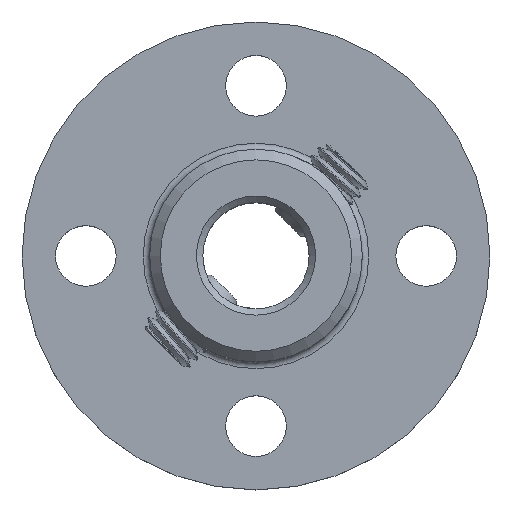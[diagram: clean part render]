
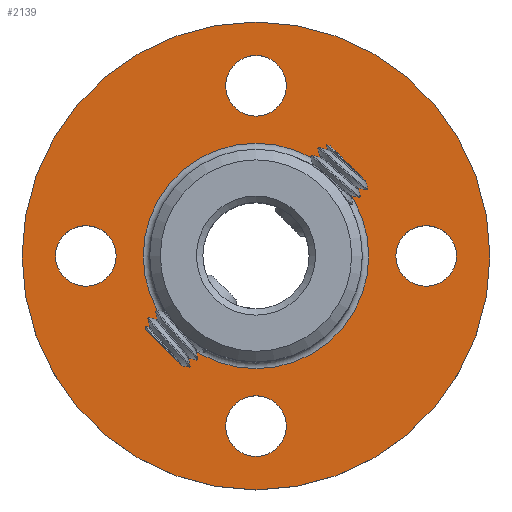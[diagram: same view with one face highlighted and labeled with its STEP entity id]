
A CAD part, top view. The second image highlights one B-rep face of the part: STEP entity #2139.
In plain terms, the highlighted planar face has unit normal (0, 0, 1).
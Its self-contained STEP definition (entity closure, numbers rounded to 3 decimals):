
#49=FACE_BOUND('',#471,.T.);
#50=FACE_BOUND('',#472,.T.);
#51=FACE_BOUND('',#473,.T.);
#52=FACE_BOUND('',#474,.T.);
#53=FACE_BOUND('',#475,.T.);
#86=PLANE('',#2340);
#338=FACE_OUTER_BOUND('',#470,.T.);
#470=EDGE_LOOP('',(#1928));
#471=EDGE_LOOP('',(#1929));
#472=EDGE_LOOP('',(#1930));
#473=EDGE_LOOP('',(#1931));
#474=EDGE_LOOP('',(#1932));
#475=EDGE_LOOP('',(#1933));
#543=CIRCLE('',#2339,5.3);
#544=CIRCLE('',#2341,11.);
#545=CIRCLE('',#2342,1.425);
#546=CIRCLE('',#2343,1.425);
#547=CIRCLE('',#2344,1.425);
#548=CIRCLE('',#2345,1.425);
#989=VERTEX_POINT('',#8398);
#990=VERTEX_POINT('',#8402);
#991=VERTEX_POINT('',#8404);
#992=VERTEX_POINT('',#8406);
#993=VERTEX_POINT('',#8408);
#994=VERTEX_POINT('',#8410);
#1304=EDGE_CURVE('',#989,#989,#543,.T.);
#1305=EDGE_CURVE('',#990,#990,#544,.T.);
#1306=EDGE_CURVE('',#991,#991,#545,.T.);
#1307=EDGE_CURVE('',#992,#992,#546,.T.);
#1308=EDGE_CURVE('',#993,#993,#547,.T.);
#1309=EDGE_CURVE('',#994,#994,#548,.T.);
#1928=ORIENTED_EDGE('',*,*,#1305,.T.);
#1929=ORIENTED_EDGE('',*,*,#1306,.T.);
#1930=ORIENTED_EDGE('',*,*,#1307,.T.);
#1931=ORIENTED_EDGE('',*,*,#1308,.T.);
#1932=ORIENTED_EDGE('',*,*,#1309,.T.);
#1933=ORIENTED_EDGE('',*,*,#1304,.F.);
#2139=ADVANCED_FACE('',(#338,#49,#50,#51,#52,#53),#86,.T.);
#2339=AXIS2_PLACEMENT_3D('',#8400,#2785,#2786);
#2340=AXIS2_PLACEMENT_3D('',#8401,#2787,#2788);
#2341=AXIS2_PLACEMENT_3D('',#8403,#2789,#2790);
#2342=AXIS2_PLACEMENT_3D('',#8405,#2791,#2792);
#2343=AXIS2_PLACEMENT_3D('',#8407,#2793,#2794);
#2344=AXIS2_PLACEMENT_3D('',#8409,#2795,#2796);
#2345=AXIS2_PLACEMENT_3D('',#8411,#2797,#2798);
#2785=DIRECTION('center_axis',(0.,0.,1.));
#2786=DIRECTION('ref_axis',(1.,0.,0.));
#2787=DIRECTION('center_axis',(0.,0.,1.));
#2788=DIRECTION('ref_axis',(1.,0.,0.));
#2789=DIRECTION('center_axis',(0.,0.,1.));
#2790=DIRECTION('ref_axis',(1.,0.,0.));
#2791=DIRECTION('center_axis',(0.,0.,-1.));
#2792=DIRECTION('ref_axis',(1.,0.,0.));
#2793=DIRECTION('center_axis',(0.,0.,-1.));
#2794=DIRECTION('ref_axis',(1.,0.,0.));
#2795=DIRECTION('center_axis',(0.,0.,-1.));
#2796=DIRECTION('ref_axis',(1.,0.,0.));
#2797=DIRECTION('center_axis',(0.,0.,-1.));
#2798=DIRECTION('ref_axis',(1.,0.,0.));
#8398=CARTESIAN_POINT('',(5.3,0.,2.1));
#8400=CARTESIAN_POINT('Origin',(0.,0.,2.1));
#8401=CARTESIAN_POINT('Origin',(0.,0.,2.1));
#8402=CARTESIAN_POINT('',(-11.,0.,2.1));
#8403=CARTESIAN_POINT('Origin',(0.,0.,2.1));
#8404=CARTESIAN_POINT('',(6.575,0.,2.1));
#8405=CARTESIAN_POINT('Origin',(8.,0.,2.1));
#8406=CARTESIAN_POINT('',(-9.425,0.,2.1));
#8407=CARTESIAN_POINT('Origin',(-8.,0.,2.1));
#8408=CARTESIAN_POINT('',(-1.425,-8.,2.1));
#8409=CARTESIAN_POINT('Origin',(0.,-8.,2.1));
#8410=CARTESIAN_POINT('',(-1.425,8.,2.1));
#8411=CARTESIAN_POINT('Origin',(0.,8.,2.1));
